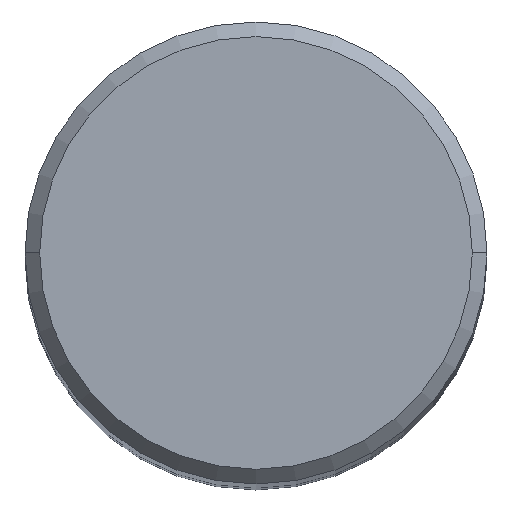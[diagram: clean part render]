
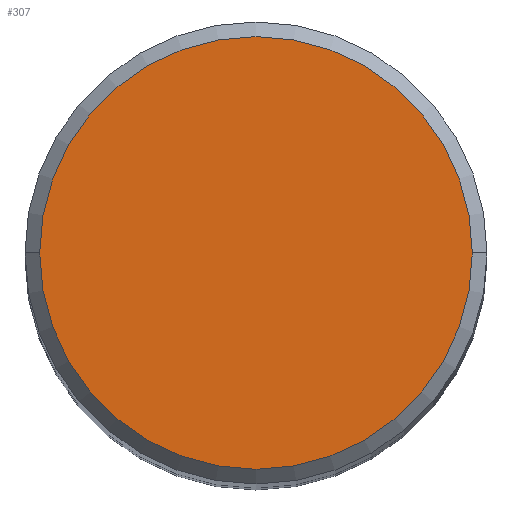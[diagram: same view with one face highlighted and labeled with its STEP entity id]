
A CAD part, top view. The second image highlights one B-rep face of the part: STEP entity #307.
In plain terms, the highlighted planar face has unit normal (0, 0, 1).
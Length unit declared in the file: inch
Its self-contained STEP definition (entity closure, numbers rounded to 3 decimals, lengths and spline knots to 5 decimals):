
#29 = EDGE_CURVE ( 'NONE', #103, #108, #186, .T. ) ;
#32 = DIRECTION ( 'NONE',  ( 0., 0., -1. ) ) ;
#37 = CIRCLE ( 'NONE', #67, 0.29495 ) ;
#44 = ORIENTED_EDGE ( 'NONE', *, *, #200, .T. ) ;
#67 = AXIS2_PLACEMENT_3D ( 'NONE', #336, #196, #89 ) ;
#89 = DIRECTION ( 'NONE',  ( 1., 0., 0. ) ) ;
#100 = DIRECTION ( 'NONE',  ( -1., 0., 0. ) ) ;
#102 = EDGE_LOOP ( 'NONE', ( #225, #44 ) ) ;
#103 = VERTEX_POINT ( 'NONE', #366 ) ;
#108 = VERTEX_POINT ( 'NONE', #168 ) ;
#120 = CARTESIAN_POINT ( 'NONE',  ( 0., 0.29495, 0. ) ) ;
#143 = DIRECTION ( 'NONE',  ( 1., 0., 0. ) ) ;
#151 = PLANE ( 'NONE',  #169 ) ;
#152 = AXIS2_PLACEMENT_3D ( 'NONE', #226, #252, #143 ) ;
#168 = CARTESIAN_POINT ( 'NONE',  ( 0.29495, 0., 0. ) ) ;
#169 = AXIS2_PLACEMENT_3D ( 'NONE', #120, #32, #100 ) ;
#186 = CIRCLE ( 'NONE', #152, 0.29495 ) ;
#196 = DIRECTION ( 'NONE',  ( 0., 0., 1. ) ) ;
#200 = EDGE_CURVE ( 'NONE', #108, #103, #37, .T. ) ;
#225 = ORIENTED_EDGE ( 'NONE', *, *, #29, .T. ) ;
#226 = CARTESIAN_POINT ( 'NONE',  ( 0., 0., 0. ) ) ;
#252 = DIRECTION ( 'NONE',  ( 0., 0., 1. ) ) ;
#307 = ADVANCED_FACE ( 'NONE', ( #342 ), #151, .F. ) ;
#336 = CARTESIAN_POINT ( 'NONE',  ( 0., 0., 0. ) ) ;
#342 = FACE_OUTER_BOUND ( 'NONE', #102, .T. ) ;
#366 = CARTESIAN_POINT ( 'NONE',  ( -0.29495, 0., 0. ) ) ;
